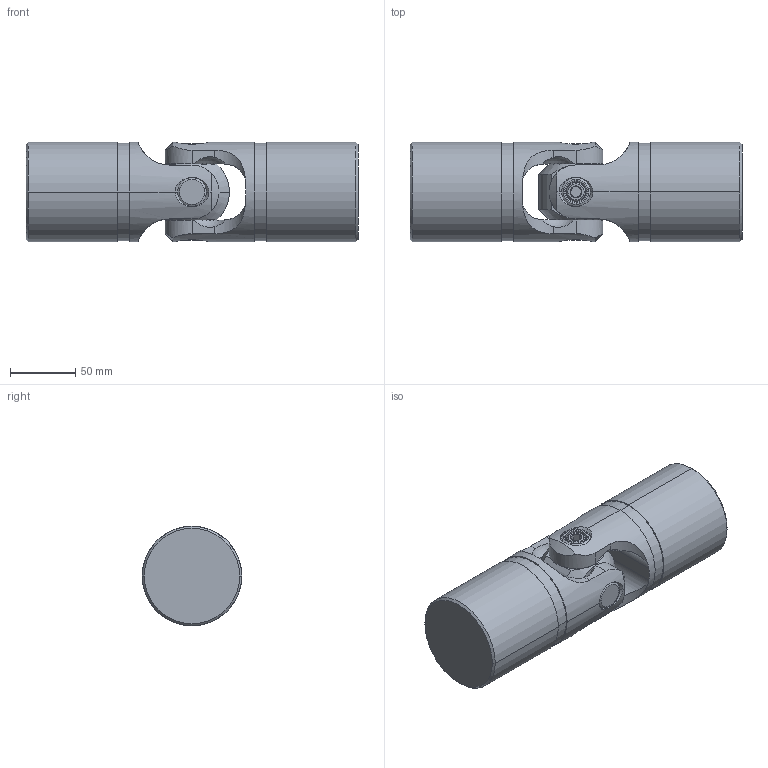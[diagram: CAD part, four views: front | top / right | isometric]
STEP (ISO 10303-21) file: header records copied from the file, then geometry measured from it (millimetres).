
FILE_DESCRIPTION (( 'STEP AP214' ), '1' );
FILE_NAME ('UJ-SS3000-316L.STEP', '2018-06-12T18:17:20', ( 'rick' ), ( 'Hewlett-Packard Company' ), 'SwSTEP 2.0', 'SolidWorks 2017', '' );
FILE_SCHEMA (( 'AUTOMOTIVE_DESIGN' ));
Length unit declared in the file: inch
Products named in the file (9): SS3000 SHORT PIN_SS3000-3A-316L; SS3000-2A_SS3000-2A-316L; SSY3000_SSY3000-316L; UJ-SS3000-316L; .375-16 HEX LOCKNUT_037CNLTS1D; .375-16 SHCS_HSCS.000788.50; .375-24 HEX LOCKNUT_90045A461; SS3000 LARGE PIN_SS3000-5A-316L; SS3000 SHORT PIN_SS3000-4A-316L
Assembly tree (9 placements, depth 2):
  UJ-SS3000-316L
    SSY3000_SSY3000-316L  x2
    SS3000-2A_SS3000-2A-316L
    SS3000 SHORT PIN_SS3000-3A-316L
    SS3000 SHORT PIN_SS3000-4A-316L
    SS3000 LARGE PIN_SS3000-5A-316L
    .375-24 HEX LOCKNUT_90045A461
    .375-16 SHCS_HSCS.000788.50
    .375-16 HEX LOCKNUT_037CNLTS1D
Bounding box: 254 x 76.07 x 76.07 mm (x, y, z)
Volume: 1015667.3 mm3; surface area: 114675 mm2
Topology: 9 solids, 9 shells, 398 faces, 1011 edges, 636 vertices
Faces by surface type: cylinder 183, cone 101, plane 100, sphere 8, bspline 4, torus 2
Entity records: 15376 total; most frequent: CARTESIAN_POINT 6253, ORIENTED_EDGE 1770, DIRECTION 1503, EDGE_CURVE 885, AXIS2_PLACEMENT_3D 588, VERTEX_POINT 557, EDGE_LOOP 378, FACE_OUTER_BOUND 351
